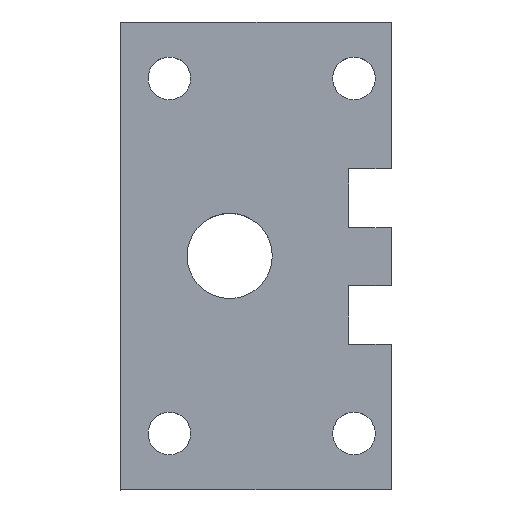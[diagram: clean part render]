
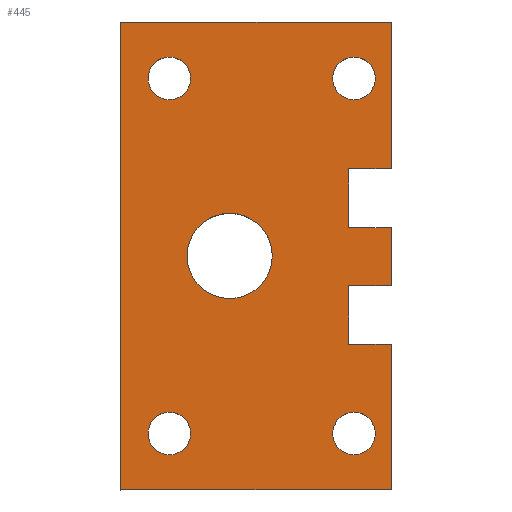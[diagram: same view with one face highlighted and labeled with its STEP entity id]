
A CAD part, top view. The second image highlights one B-rep face of the part: STEP entity #445.
In plain terms, the highlighted planar face has unit normal (0, 0, 1).
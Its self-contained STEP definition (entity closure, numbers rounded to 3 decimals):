
#30=FACE_BOUND('',#100,.T.);
#31=FACE_BOUND('',#101,.T.);
#32=FACE_BOUND('',#102,.T.);
#33=FACE_BOUND('',#103,.T.);
#34=FACE_BOUND('',#104,.T.);
#44=PLANE('',#508);
#65=FACE_OUTER_BOUND('',#99,.T.);
#99=EDGE_LOOP('',(#397,#398,#399,#400,#401,#402,#403,#404,#405,#406,#407,
#408));
#100=EDGE_LOOP('',(#409));
#101=EDGE_LOOP('',(#410));
#102=EDGE_LOOP('',(#411));
#103=EDGE_LOOP('',(#412));
#104=EDGE_LOOP('',(#413));
#122=CIRCLE('',#495,3.);
#123=CIRCLE('',#497,1.5);
#124=CIRCLE('',#499,1.5);
#125=CIRCLE('',#501,1.5);
#126=CIRCLE('',#503,1.5);
#127=LINE('',#636,#162);
#129=LINE('',#645,#164);
#131=LINE('',#652,#166);
#134=LINE('',#706,#169);
#136=LINE('',#715,#171);
#138=LINE('',#722,#173);
#147=LINE('',#796,#182);
#149=LINE('',#799,#184);
#156=LINE('',#823,#191);
#157=LINE('',#826,#192);
#159=LINE('',#830,#194);
#161=LINE('',#833,#196);
#162=VECTOR('',#513,10.);
#164=VECTOR('',#521,10.);
#166=VECTOR('',#529,10.);
#169=VECTOR('',#540,10.);
#171=VECTOR('',#548,10.);
#173=VECTOR('',#556,10.);
#182=VECTOR('',#585,10.);
#184=VECTOR('',#589,10.);
#191=VECTOR('',#618,10.);
#192=VECTOR('',#621,10.);
#194=VECTOR('',#625,10.);
#196=VECTOR('',#629,10.);
#197=VERTEX_POINT('',#634);
#198=VERTEX_POINT('',#635);
#201=VERTEX_POINT('',#643);
#202=VERTEX_POINT('',#644);
#208=VERTEX_POINT('',#704);
#209=VERTEX_POINT('',#705);
#212=VERTEX_POINT('',#713);
#213=VERTEX_POINT('',#714);
#228=VERTEX_POINT('',#795);
#229=VERTEX_POINT('',#801);
#230=VERTEX_POINT('',#805);
#231=VERTEX_POINT('',#809);
#232=VERTEX_POINT('',#813);
#233=VERTEX_POINT('',#817);
#234=VERTEX_POINT('',#821);
#235=VERTEX_POINT('',#825);
#236=VERTEX_POINT('',#829);
#237=EDGE_CURVE('',#197,#198,#127,.T.);
#241=EDGE_CURVE('',#201,#202,#129,.T.);
#245=EDGE_CURVE('',#198,#201,#131,.T.);
#251=EDGE_CURVE('',#208,#209,#134,.T.);
#255=EDGE_CURVE('',#212,#213,#136,.T.);
#259=EDGE_CURVE('',#209,#212,#138,.T.);
#276=EDGE_CURVE('',#228,#208,#147,.T.);
#278=EDGE_CURVE('',#213,#197,#149,.T.);
#279=EDGE_CURVE('',#229,#229,#122,.T.);
#281=EDGE_CURVE('',#230,#230,#123,.T.);
#283=EDGE_CURVE('',#231,#231,#124,.T.);
#285=EDGE_CURVE('',#232,#232,#125,.T.);
#287=EDGE_CURVE('',#233,#233,#126,.T.);
#290=EDGE_CURVE('',#202,#234,#156,.T.);
#291=EDGE_CURVE('',#235,#228,#157,.T.);
#293=EDGE_CURVE('',#236,#235,#159,.T.);
#295=EDGE_CURVE('',#234,#236,#161,.T.);
#397=ORIENTED_EDGE('',*,*,#241,.T.);
#398=ORIENTED_EDGE('',*,*,#290,.T.);
#399=ORIENTED_EDGE('',*,*,#295,.T.);
#400=ORIENTED_EDGE('',*,*,#293,.T.);
#401=ORIENTED_EDGE('',*,*,#291,.T.);
#402=ORIENTED_EDGE('',*,*,#276,.T.);
#403=ORIENTED_EDGE('',*,*,#251,.T.);
#404=ORIENTED_EDGE('',*,*,#259,.T.);
#405=ORIENTED_EDGE('',*,*,#255,.T.);
#406=ORIENTED_EDGE('',*,*,#278,.T.);
#407=ORIENTED_EDGE('',*,*,#237,.T.);
#408=ORIENTED_EDGE('',*,*,#245,.T.);
#409=ORIENTED_EDGE('',*,*,#287,.T.);
#410=ORIENTED_EDGE('',*,*,#285,.T.);
#411=ORIENTED_EDGE('',*,*,#283,.T.);
#412=ORIENTED_EDGE('',*,*,#281,.T.);
#413=ORIENTED_EDGE('',*,*,#279,.T.);
#445=ADVANCED_FACE('',(#65,#30,#31,#32,#33,#34),#44,.T.);
#495=AXIS2_PLACEMENT_3D('',#802,#592,#593);
#497=AXIS2_PLACEMENT_3D('',#806,#597,#598);
#499=AXIS2_PLACEMENT_3D('',#810,#602,#603);
#501=AXIS2_PLACEMENT_3D('',#814,#607,#608);
#503=AXIS2_PLACEMENT_3D('',#818,#612,#613);
#508=AXIS2_PLACEMENT_3D('',#834,#630,#631);
#513=DIRECTION('',(-1.,0.,0.));
#521=DIRECTION('',(1.,0.,0.));
#529=DIRECTION('',(0.,1.,0.));
#540=DIRECTION('',(-1.,0.,0.));
#548=DIRECTION('',(1.,0.,0.));
#556=DIRECTION('',(0.,1.,0.));
#585=DIRECTION('',(0.,1.,0.));
#589=DIRECTION('',(0.,1.,0.));
#592=DIRECTION('center_axis',(0.,0.,
-1.));
#593=DIRECTION('ref_axis',(-1.,0.,0.));
#597=DIRECTION('center_axis',(0.,0.,
-1.));
#598=DIRECTION('ref_axis',(-1.,0.,0.));
#602=DIRECTION('center_axis',(0.,0.,
-1.));
#603=DIRECTION('ref_axis',(-1.,0.,0.));
#607=DIRECTION('center_axis',(0.,0.,
-1.));
#608=DIRECTION('ref_axis',(-1.,0.,0.));
#612=DIRECTION('center_axis',(0.,0.,
-1.));
#613=DIRECTION('ref_axis',(-1.,0.,0.));
#618=DIRECTION('',(0.,1.,0.));
#621=DIRECTION('',(1.,0.,0.));
#625=DIRECTION('',(0.,-1.,0.));
#629=DIRECTION('',(-1.,0.,0.));
#630=DIRECTION('center_axis',(0.,0.,
1.));
#631=DIRECTION('ref_axis',(1.,0.,0.));
#634=CARTESIAN_POINT('',(16.47,21.345,5.));
#635=CARTESIAN_POINT('',(13.47,21.345,5.));
#636=CARTESIAN_POINT('',(14.97,21.345,5.));
#643=CARTESIAN_POINT('',(13.47,25.498,5.));
#644=CARTESIAN_POINT('',(16.47,25.498,5.));
#645=CARTESIAN_POINT('',(14.97,25.498,5.));
#652=CARTESIAN_POINT('',(13.47,21.391,5.));
#704=CARTESIAN_POINT('',(16.47,13.127,5.));
#705=CARTESIAN_POINT('',(13.47,13.127,5.));
#706=CARTESIAN_POINT('',(14.97,13.127,5.));
#713=CARTESIAN_POINT('',(13.47,17.28,5.));
#714=CARTESIAN_POINT('',(16.47,17.28,5.));
#715=CARTESIAN_POINT('',(14.97,17.28,5.));
#722=CARTESIAN_POINT('',(13.47,17.282,5.));
#795=CARTESIAN_POINT('',(16.47,2.89,5.));
#796=CARTESIAN_POINT('',(16.47,2.89,5.));
#799=CARTESIAN_POINT('',(16.47,2.89,5.));
#801=CARTESIAN_POINT('',(8.093,19.36,5.));
#802=CARTESIAN_POINT('Origin',(5.093,19.36,5.));
#805=CARTESIAN_POINT('',(2.35,6.86,5.));
#806=CARTESIAN_POINT('Origin',(0.85,6.86,5.));
#809=CARTESIAN_POINT('',(15.35,31.86,5.));
#810=CARTESIAN_POINT('Origin',(13.85,31.86,5.));
#813=CARTESIAN_POINT('',(2.35,31.86,5.));
#814=CARTESIAN_POINT('Origin',(0.85,31.86,5.));
#817=CARTESIAN_POINT('',(15.35,6.86,5.));
#818=CARTESIAN_POINT('Origin',(13.85,6.86,5.));
#821=CARTESIAN_POINT('',(16.47,35.83,5.));
#823=CARTESIAN_POINT('',(16.47,2.89,5.));
#825=CARTESIAN_POINT('',(-2.57,2.89,5.));
#826=CARTESIAN_POINT('',(-16.47,2.89,5.));
#829=CARTESIAN_POINT('',(-2.57,35.83,5.));
#830=CARTESIAN_POINT('',(-2.57,35.83,5.));
#833=CARTESIAN_POINT('',(16.47,35.83,5.));
#834=CARTESIAN_POINT('Origin',(6.95,19.36,5.));
